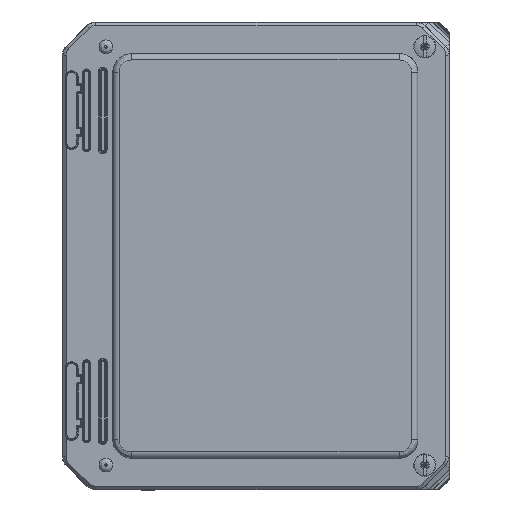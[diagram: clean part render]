
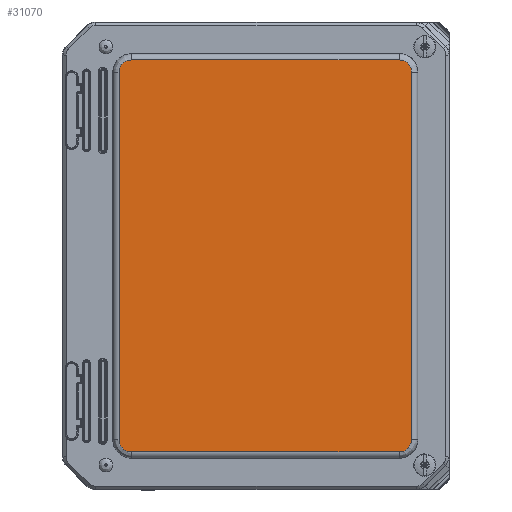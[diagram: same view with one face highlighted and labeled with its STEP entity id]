
A CAD part, top view. The second image highlights one B-rep face of the part: STEP entity #31070.
In plain terms, the highlighted face is planar.
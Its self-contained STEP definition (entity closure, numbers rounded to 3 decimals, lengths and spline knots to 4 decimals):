
#960=ELLIPSE($,#34456,0.2501,0.25);
#963=ELLIPSE($,#34460,0.2501,0.25);
#964=ELLIPSE($,#34466,0.2501,0.25);
#967=ELLIPSE($,#34470,0.2501,0.25);
#4359=LINE($,#72996,#6498);
#4361=LINE($,#73164,#6500);
#4364=LINE($,#73171,#6503);
#4366=LINE($,#73344,#6505);
#6498=VECTOR($,#43032,5.3847);
#6500=VECTOR($,#43052,7.3847);
#6503=VECTOR($,#43059,7.3847);
#6505=VECTOR($,#43075,5.3847);
#7342=PLANE($,#34476);
#9242=FACE_OUTER_BOUND($,#11288,.T.);
#11288=EDGE_LOOP($,(#28048,#28049,#28050,#28051,#28052,#28053,#28054,#28055));
#15180=VERTEX_POINT($,#72993);
#15181=VERTEX_POINT($,#72995);
#15184=VERTEX_POINT($,#73071);
#15185=VERTEX_POINT($,#73155);
#15188=VERTEX_POINT($,#73162);
#15189=VERTEX_POINT($,#73167);
#15192=VERTEX_POINT($,#73253);
#15193=VERTEX_POINT($,#73337);
#19515=EDGE_CURVE($,#15180,#15181,#4359,.T.);
#19519=EDGE_CURVE($,#15184,#15180,#960,.T.);
#19523=EDGE_CURVE($,#15181,#15185,#963,.T.);
#19525=EDGE_CURVE($,#15188,#15184,#4361,.T.);
#19529=EDGE_CURVE($,#15185,#15189,#4364,.T.);
#19531=EDGE_CURVE($,#15192,#15188,#964,.T.);
#19535=EDGE_CURVE($,#15189,#15193,#967,.T.);
#19537=EDGE_CURVE($,#15193,#15192,#4366,.T.);
#28048=ORIENTED_EDGE($,*,*,#19515,.F.);
#28049=ORIENTED_EDGE($,*,*,#19519,.F.);
#28050=ORIENTED_EDGE($,*,*,#19525,.F.);
#28051=ORIENTED_EDGE($,*,*,#19531,.F.);
#28052=ORIENTED_EDGE($,*,*,#19537,.F.);
#28053=ORIENTED_EDGE($,*,*,#19535,.F.);
#28054=ORIENTED_EDGE($,*,*,#19529,.F.);
#28055=ORIENTED_EDGE($,*,*,#19523,.F.);
#31070=ADVANCED_FACE($,(#9242),#7342,.F.);
#34456=AXIS2_PLACEMENT_3D($,#73073,#43038,#43039);
#34460=AXIS2_PLACEMENT_3D($,#73159,#43046,#43047);
#34466=AXIS2_PLACEMENT_3D($,#73255,#43062,#43063);
#34470=AXIS2_PLACEMENT_3D($,#73341,#43070,#43071);
#34476=AXIS2_PLACEMENT_3D($,#73354,#43089,#43090);
#43032=DIRECTION($,(1.,0.,0.));
#43038=DIRECTION('center_axis',(0.,0.,1.));
#43039=DIRECTION('ref_axis',(-0.707,-0.707,0.));
#43046=DIRECTION('center_axis',(0.,0.,1.));
#43047=DIRECTION('ref_axis',(0.707,-0.707,0.));
#43052=DIRECTION($,(0.,-1.,0.));
#43059=DIRECTION($,(0.,1.,0.));
#43062=DIRECTION('center_axis',(0.,0.,1.));
#43063=DIRECTION('ref_axis',(-0.707,0.707,0.));
#43070=DIRECTION('center_axis',(0.,0.,1.));
#43071=DIRECTION('ref_axis',(0.707,0.707,0.));
#43075=DIRECTION($,(-1.,0.,0.));
#43089=DIRECTION('center_axis',(0.,0.,1.));
#43090=DIRECTION('ref_axis',(1.,0.,0.));
#72993=CARTESIAN_POINT('',(-2.5048,-3.9423,0.));
#72995=CARTESIAN_POINT('',(2.8798,-3.9423,0.));
#72996=CARTESIAN_POINT($,(-2.5048,-3.9423,0.));
#73071=CARTESIAN_POINT('',(-2.7548,-3.6923,0.));
#73073=CARTESIAN_POINT('Origin',(-2.5048,-3.6923,0.));
#73155=CARTESIAN_POINT('',(3.1298,-3.6923,0.));
#73159=CARTESIAN_POINT('Origin',(2.8798,-3.6923,0.));
#73162=CARTESIAN_POINT('',(-2.7548,3.6923,0.));
#73164=CARTESIAN_POINT($,(-2.7548,3.6923,0.));
#73167=CARTESIAN_POINT('',(3.1298,3.6923,0.));
#73171=CARTESIAN_POINT($,(3.1298,-3.6923,0.));
#73253=CARTESIAN_POINT('',(-2.5048,3.9423,0.));
#73255=CARTESIAN_POINT('Origin',(-2.5048,3.6923,0.));
#73337=CARTESIAN_POINT('',(2.8798,3.9423,0.));
#73341=CARTESIAN_POINT('Origin',(2.8798,3.6923,0.));
#73344=CARTESIAN_POINT($,(2.8798,3.9423,0.));
#73354=CARTESIAN_POINT('Origin',(0.1875,0.,0.));
